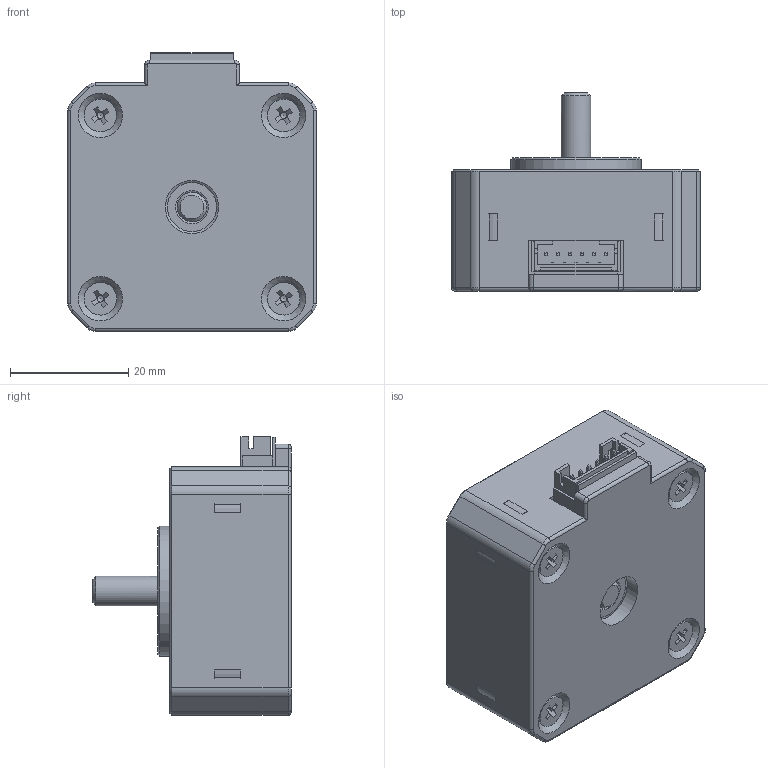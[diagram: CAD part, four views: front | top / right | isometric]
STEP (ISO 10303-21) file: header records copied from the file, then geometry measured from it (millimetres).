
FILE_DESCRIPTION(/* description */ ('Unknown'),/* implementation_level */ '2;1');
FILE_NAME(/* name */ 'Nema 17 20mm Front facing',/* time_stamp */ '2022-06-05T10:13:10+02:00',/* author */ ('Unknown'),/* organization */ ('Unknown'),/* preprocessor_version */ 'ST-DEVELOPER v18.1',/* originating_system */ 'Solid Edge',/* authorisation */ 'Unknown');
FILE_SCHEMA (('CONFIG_CONTROL_DESIGN'));
Length unit declared in the file: millimetre
Products named in the file (1): Nema 17 20mm Front facing
Bounding box: 42 x 33.5 x 47.1 mm (x, y, z)
Volume: 32100.8 mm3; surface area: 11216.3 mm2
Topology: 1 solids, 5 shells, 413 faces, 983 edges, 608 vertices
Faces by surface type: plane 270, cylinder 66, cone 55, torus 20, bspline 2
Full cylindrical faces by diameter (mm): 3 x4, 5 x3, 5.5 x4, 7.3 x1, 8.3 x4, 9 x1, 12.7 x4, 16 x4, 22 x1, 23.6 x1, 31 x1
Entity records: 14674 total; most frequent: CARTESIAN_POINT 2081, DIRECTION 2073, ORIENTED_EDGE 1958, EDGE_CURVE 979, AXIS2_PLACEMENT_3D 714, LINE 645, VECTOR 645, VERTEX_POINT 608
